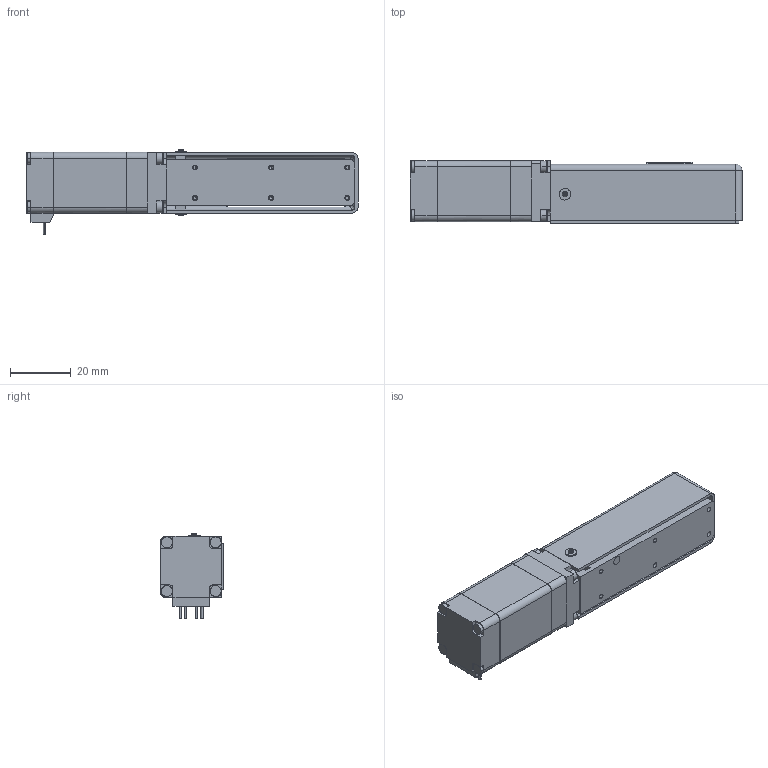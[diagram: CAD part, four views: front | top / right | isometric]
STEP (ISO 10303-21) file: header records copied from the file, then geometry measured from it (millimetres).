
FILE_DESCRIPTION (( 'STEP AP214' ), '1' );
FILE_NAME ('MLS-20-21010.STEP', '2024-01-26T00:41:05', ( '' ), ( '' ), 'SwSTEP 2.0', 'SolidWorks 2023', '' );
FILE_SCHEMA (( 'AUTOMOTIVE_DESIGN' ));
Length unit declared in the file: millimetre
Products named in the file (6): 91430A154_18-8 Stainless Steel Slotted Flat Head Screws (1)_91430A154; MLS-20-21010; 431830 MLS-20, Cover, 20mm Travel_3D Print1_Short Version ; 93475A165_18-8 Stainless Steel Washer_93475A165; SCREW, MS-PPH, M-JCIS_M1.2 x 0.25 x 6mm; TM15-20A_XS10E108_23791-0212
Assembly tree (7 placements, depth 2):
  MLS-20-21010
    TM15-20A_XS10E108_23791-0212
    431830 MLS-20, Cover, 20mm Travel_3D Print1_Short Version 
    SCREW, MS-PPH, M-JCIS_M1.2 x 0.25 x 6mm  x2
    93475A165_18-8 Stainless Steel Washer_93475A165  x2
    91430A154_18-8 Stainless Steel Slotted Flat Head Screws (1)_91430A154
Bounding box: 109.02 x 20.5 x 27.9 mm (x, y, z)
Volume: 3637.3 mm3; surface area: 20238.6 mm2
Topology: 6 solids, 29 shells, 1014 faces, 2653 edges, 1699 vertices
Faces by surface type: plane 527, cylinder 331, bspline 58, torus 48, cone 48, sphere 2
Entity records: 39989 total; most frequent: CARTESIAN_POINT 19089, ORIENTED_EDGE 5040, DIRECTION 3038, EDGE_CURVE 2531, VERTEX_POINT 1640, B_SPLINE_CURVE_WITH_KNOTS 1449, AXIS2_PLACEMENT_3D 1198, EDGE_LOOP 1092
